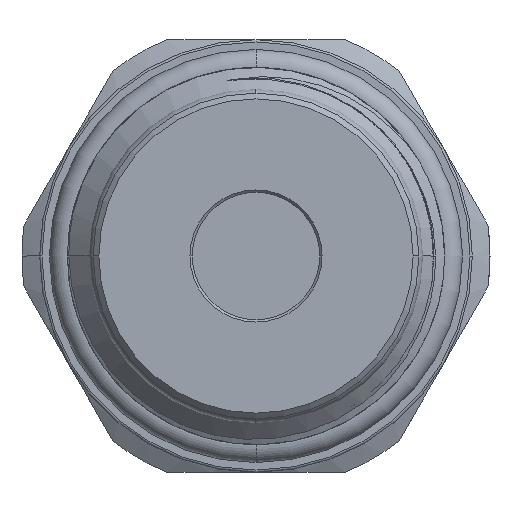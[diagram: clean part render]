
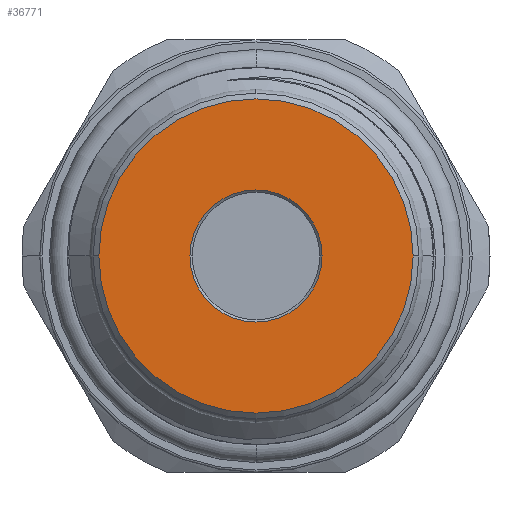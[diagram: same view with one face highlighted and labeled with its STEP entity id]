
A CAD part, left-side view. The second image highlights one B-rep face of the part: STEP entity #36771.
In plain terms, the highlighted planar face has unit normal (-1, 0, 0).
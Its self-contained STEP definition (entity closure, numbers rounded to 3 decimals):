
#1998 = CIRCLE ( 'NONE', #19499, 13.8 ) ;
#3245 = CARTESIAN_POINT ( 'NONE',  ( -42.75, 0., 0. ) ) ;
#3601 = DIRECTION ( 'NONE',  ( -1., 0., 0. ) ) ;
#4104 = CARTESIAN_POINT ( 'NONE',  ( -42.75, 0., 0. ) ) ;
#4578 = DIRECTION ( 'NONE',  ( 0., -1., 0. ) ) ;
#5022 = CIRCLE ( 'NONE', #28046, 5.8 ) ;
#6785 = DIRECTION ( 'NONE',  ( 0., -1., 0. ) ) ;
#6910 = CARTESIAN_POINT ( 'NONE',  ( -42.75, 0., 0. ) ) ;
#8411 = DIRECTION ( 'NONE',  ( 0., -1., 0. ) ) ;
#9444 = ORIENTED_EDGE ( 'NONE', *, *, #34616, .T. ) ;
#9738 = AXIS2_PLACEMENT_3D ( 'NONE', #3245, #20435, #20820 ) ;
#9844 = DIRECTION ( 'NONE',  ( -1., 0., 0. ) ) ;
#13903 = VERTEX_POINT ( 'NONE', #16087 ) ;
#14658 = AXIS2_PLACEMENT_3D ( 'NONE', #4104, #3601, #6785 ) ;
#15571 = VERTEX_POINT ( 'NONE', #32026 ) ;
#16087 = CARTESIAN_POINT ( 'NONE',  ( -42.75, -13.8, 0. ) ) ;
#17103 = CARTESIAN_POINT ( 'NONE',  ( -42.75, 0., 0. ) ) ;
#17288 = EDGE_CURVE ( 'NONE', #36886, #13903, #34251, .T. ) ;
#18568 = CARTESIAN_POINT ( 'NONE',  ( -42.75, 13.8, 0. ) ) ;
#18638 = DIRECTION ( 'NONE',  ( 1., 0., 0. ) ) ;
#19173 = CARTESIAN_POINT ( 'NONE',  ( -42.75, 0., 0. ) ) ;
#19499 = AXIS2_PLACEMENT_3D ( 'NONE', #6910, #9844, #33312 ) ;
#20435 = DIRECTION ( 'NONE',  ( -1., 0., 0. ) ) ;
#20794 = ORIENTED_EDGE ( 'NONE', *, *, #37835, .T. ) ;
#20820 = DIRECTION ( 'NONE',  ( 0., -1., 0. ) ) ;
#23005 = ORIENTED_EDGE ( 'NONE', *, *, #17288, .T. ) ;
#23912 = EDGE_LOOP ( 'NONE', ( #20794, #34792 ) ) ;
#25811 = FACE_BOUND ( 'NONE', #23912, .T. ) ;
#25885 = DIRECTION ( 'NONE',  ( 1., 0., 0. ) ) ;
#28046 = AXIS2_PLACEMENT_3D ( 'NONE', #17103, #25885, #8411 ) ;
#28507 = AXIS2_PLACEMENT_3D ( 'NONE', #19173, #18638, #4578 ) ;
#28903 = EDGE_CURVE ( 'NONE', #15571, #35787, #5022, .T. ) ;
#31460 = EDGE_LOOP ( 'NONE', ( #23005, #9444 ) ) ;
#32026 = CARTESIAN_POINT ( 'NONE',  ( -42.75, 5.8, 0. ) ) ;
#32688 = CARTESIAN_POINT ( 'NONE',  ( -42.75, -5.8, 0. ) ) ;
#33075 = CIRCLE ( 'NONE', #28507, 5.8 ) ;
#33312 = DIRECTION ( 'NONE',  ( 0., -1., 0. ) ) ;
#34251 = CIRCLE ( 'NONE', #14658, 13.8 ) ;
#34616 = EDGE_CURVE ( 'NONE', #13903, #36886, #1998, .T. ) ;
#34792 = ORIENTED_EDGE ( 'NONE', *, *, #28903, .T. ) ;
#35787 = VERTEX_POINT ( 'NONE', #32688 ) ;
#36376 = FACE_OUTER_BOUND ( 'NONE', #31460, .T. ) ;
#36771 = ADVANCED_FACE ( 'NONE', ( #25811, #36376 ), #38067, .T. ) ;
#36886 = VERTEX_POINT ( 'NONE', #18568 ) ;
#37835 = EDGE_CURVE ( 'NONE', #35787, #15571, #33075, .T. ) ;
#38067 = PLANE ( 'NONE',  #9738 ) ;
